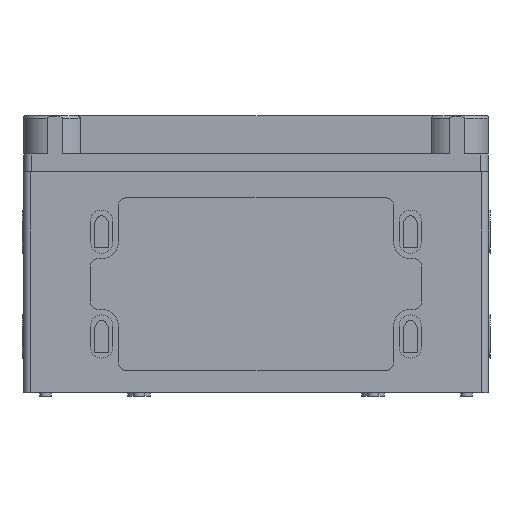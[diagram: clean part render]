
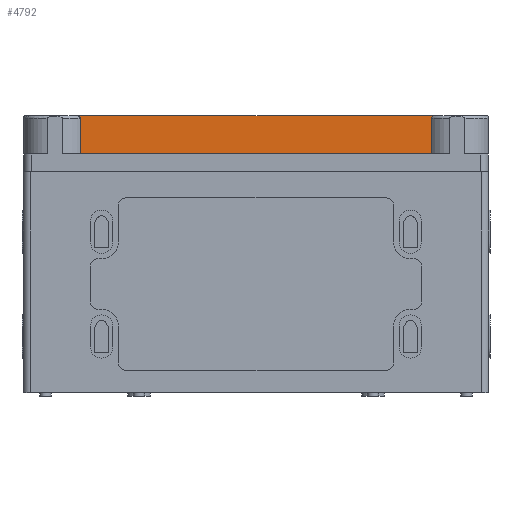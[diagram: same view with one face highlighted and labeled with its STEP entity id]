
A CAD part, left-side view. The second image highlights one B-rep face of the part: STEP entity #4792.
In plain terms, the highlighted planar face has unit normal (-1, 0, 0).
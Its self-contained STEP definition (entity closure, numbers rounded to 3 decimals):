
#4792 = ADVANCED_FACE( '', ( #10652 ), #10653, .F. );
#10652 = FACE_OUTER_BOUND( '', #17658, .T. );
#10653 = PLANE( '', #17659 );
#17658 = EDGE_LOOP( '', ( #31979, #31980, #31981, #31982, #31983, #31984 ) );
#17659 = AXIS2_PLACEMENT_3D( '', #31985, #31986, #31987 );
#31979 = ORIENTED_EDGE( '', *, *, #43985, .F. );
#31980 = ORIENTED_EDGE( '', *, *, #47291, .T. );
#31981 = ORIENTED_EDGE( '', *, *, #47292, .F. );
#31982 = ORIENTED_EDGE( '', *, *, #42089, .T. );
#31983 = ORIENTED_EDGE( '', *, *, #47293, .F. );
#31984 = ORIENTED_EDGE( '', *, *, #47294, .F. );
#31985 = CARTESIAN_POINT( '', ( 6.4, 241.6, 30. ) );
#31986 = DIRECTION( '', ( 1., 0., 0. ) );
#31987 = DIRECTION( '', ( 0., 1., 0. ) );
#42089 = EDGE_CURVE( '', #50685, #50683, #50686, .T. );
#43985 = EDGE_CURVE( '', #53923, #53919, #53925, .T. );
#47291 = EDGE_CURVE( '', #53923, #58926, #58927, .T. );
#47292 = EDGE_CURVE( '', #50685, #58926, #58928, .T. );
#47293 = EDGE_CURVE( '', #58929, #50683, #58930, .F. );
#47294 = EDGE_CURVE( '', #53919, #58929, #58931, .T. );
#50683 = VERTEX_POINT( '', #63231 );
#50685 = VERTEX_POINT( '', #63233 );
#50686 = B_SPLINE_CURVE_WITH_KNOTS( '', 3, ( #63234, #63235, #63236, #63237, #63238, #63239, #63240, #63241, #63242, #63243, #63244, #63245, #63246, #63247 ), .UNSPECIFIED., .F., .F., ( 4, 2, 2, 2, 2, 2, 4 ), ( 0.009, 0.009, 0.01, 0.01, 0.01, 0.011, 0.011 ), .UNSPECIFIED. );
#53919 = VERTEX_POINT( '', #67686 );
#53923 = VERTEX_POINT( '', #67691 );
#53925 = LINE( '', #67693, #67694 );
#58926 = VERTEX_POINT( '', #74724 );
#58927 = B_SPLINE_CURVE_WITH_KNOTS( '', 3, ( #74725, #74726, #74727, #74728, #74729, #74730, #74731, #74732, #74733, #74734, #74735, #74736 ), .UNSPECIFIED., .F., .F., ( 4, 2, 2, 2, 2, 4 ), ( 0.006, 0.006, 0.007, 0.007, 0.008, 0.008 ), .UNSPECIFIED. );
#58928 = LINE( '', #74737, #74738 );
#58929 = VERTEX_POINT( '', #74739 );
#58930 = LINE( '', #74740, #74741 );
#58931 = LINE( '', #74742, #74743 );
#63231 = CARTESIAN_POINT( '', ( 6.4, 217.826, 28.5 ) );
#63233 = CARTESIAN_POINT( '', ( 6.4, 219.742, 30. ) );
#63234 = CARTESIAN_POINT( '', ( 6.4, 219.742, 30. ) );
#63235 = CARTESIAN_POINT( '', ( 6.4, 219.519, 30. ) );
#63236 = CARTESIAN_POINT( '', ( 6.4, 219.294, 29.971 ) );
#63237 = CARTESIAN_POINT( '', ( 6.4, 218.97, 29.88 ) );
#63238 = CARTESIAN_POINT( '', ( 6.4, 218.864, 29.842 ) );
#63239 = CARTESIAN_POINT( '', ( 6.4, 218.661, 29.749 ) );
#63240 = CARTESIAN_POINT( '', ( 6.4, 218.561, 29.693 ) );
#63241 = CARTESIAN_POINT( '', ( 6.4, 218.376, 29.565 ) );
#63242 = CARTESIAN_POINT( '', ( 6.4, 218.29, 29.493 ) );
#63243 = CARTESIAN_POINT( '', ( 6.4, 218.134, 29.331 ) );
#63244 = CARTESIAN_POINT( '', ( 6.4, 218.064, 29.241 ) );
#63245 = CARTESIAN_POINT( '', ( 6.4, 217.892, 28.951 ) );
#63246 = CARTESIAN_POINT( '', ( 6.4, 217.826, 28.725 ) );
#63247 = CARTESIAN_POINT( '', ( 6.4, 217.826, 28.5 ) );
#67686 = CARTESIAN_POINT( '', ( 6.4, 30.174, 9.5 ) );
#67691 = CARTESIAN_POINT( '', ( 6.4, 30.174, 28.5 ) );
#67693 = CARTESIAN_POINT( '', ( 6.4, 30.174, 0. ) );
#67694 = VECTOR( '', #81635, 1000. );
#74724 = CARTESIAN_POINT( '', ( 6.4, 28.258, 30. ) );
#74725 = CARTESIAN_POINT( '', ( 6.4, 30.174, 28.5 ) );
#74726 = CARTESIAN_POINT( '', ( 6.4, 30.174, 28.725 ) );
#74727 = CARTESIAN_POINT( '', ( 6.4, 30.108, 28.95 ) );
#74728 = CARTESIAN_POINT( '', ( 6.4, 29.937, 29.24 ) );
#74729 = CARTESIAN_POINT( '', ( 6.4, 29.867, 29.33 ) );
#74730 = CARTESIAN_POINT( '', ( 6.4, 29.711, 29.493 ) );
#74731 = CARTESIAN_POINT( '', ( 6.4, 29.625, 29.565 ) );
#74732 = CARTESIAN_POINT( '', ( 6.4, 29.346, 29.758 ) );
#74733 = CARTESIAN_POINT( '', ( 6.4, 29.141, 29.849 ) );
#74734 = CARTESIAN_POINT( '', ( 6.4, 28.706, 29.971 ) );
#74735 = CARTESIAN_POINT( '', ( 6.4, 28.483, 30. ) );
#74736 = CARTESIAN_POINT( '', ( 6.4, 28.258, 30. ) );
#74737 = CARTESIAN_POINT( '', ( 6.4, 241.6, 30. ) );
#74738 = VECTOR( '', #85255, 1000. );
#74739 = CARTESIAN_POINT( '', ( 6.4, 217.826, 9.5 ) );
#74740 = CARTESIAN_POINT( '', ( 6.4, 217.826, 0. ) );
#74741 = VECTOR( '', #85256, 1000. );
#74742 = CARTESIAN_POINT( '', ( 6.4, 4., 9.5 ) );
#74743 = VECTOR( '', #85257, 1000. );
#81635 = DIRECTION( '', ( 0., 0., -1. ) );
#85255 = DIRECTION( '', ( 0., -1., 0. ) );
#85256 = DIRECTION( '', ( 0., 0., -1. ) );
#85257 = DIRECTION( '', ( 0., 1., 0. ) );
